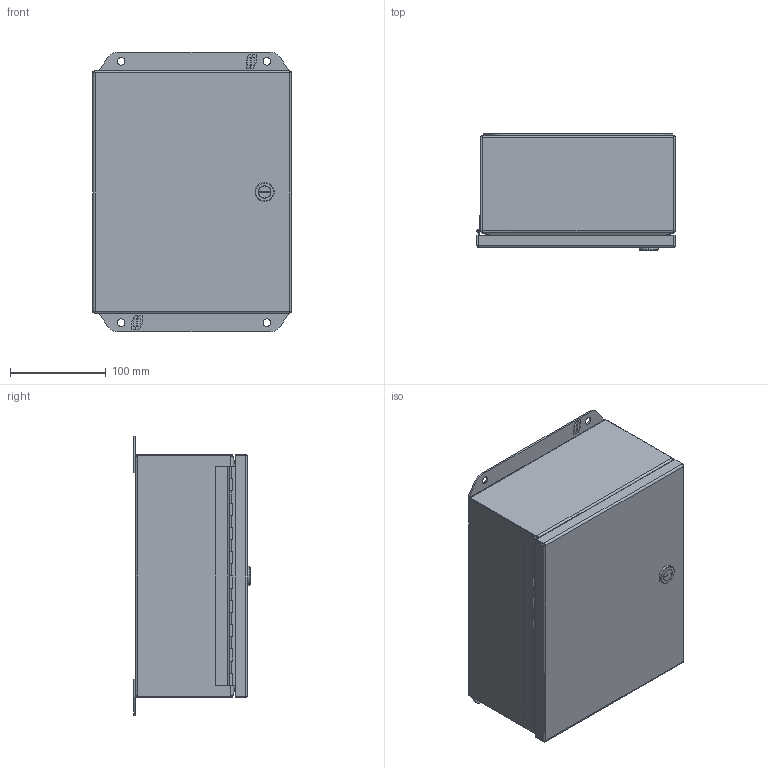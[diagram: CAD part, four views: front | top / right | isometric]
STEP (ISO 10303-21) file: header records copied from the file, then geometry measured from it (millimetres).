
FILE_DESCRIPTION (( 'STEP AP203' ), '1' );
FILE_NAME ('EJ1084LG_Default.step', '2019-11-13T19:56:59', ( '' ), ( '' ), 'SwSTEP 2.0', 'SolidWorks 2019', '' );
FILE_SCHEMA (( 'CONFIG_CONTROL_DESIGN' ));
Length unit declared in the file: inch
Products named in the file (1): EJ1084LG_Default
Bounding box: 207.4 x 122.06 x 292.1 mm (x, y, z)
Volume: 481763.6 mm3; surface area: 623798.9 mm2
Topology: 16 solids, 17 shells, 675 faces, 1704 edges, 1064 vertices
Faces by surface type: plane 377, cylinder 206, bspline 48, cone 44
Entity records: 22745 total; most frequent: CARTESIAN_POINT 6602, ORIENTED_EDGE 3380, DIRECTION 3240, EDGE_CURVE 1690, VECTOR 1164, LINE 1164, VERTEX_POINT 1064, AXIS2_PLACEMENT_3D 1038
